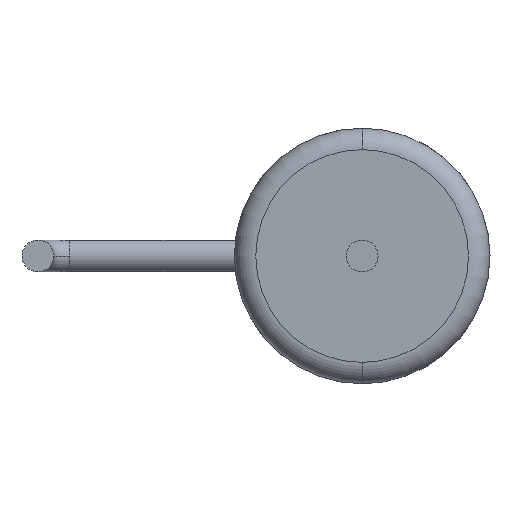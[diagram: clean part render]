
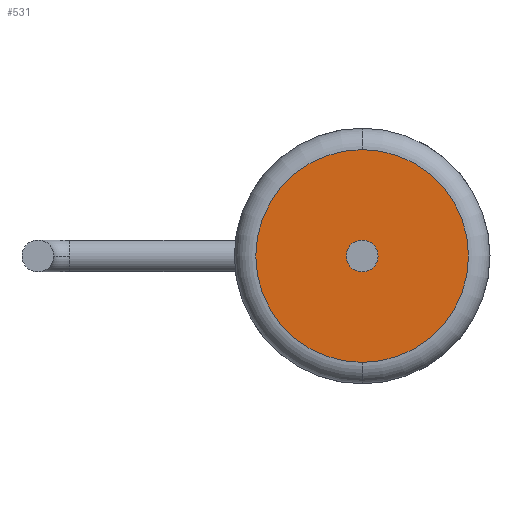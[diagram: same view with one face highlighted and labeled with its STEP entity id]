
A CAD part, front view. The second image highlights one B-rep face of the part: STEP entity #531.
In plain terms, the highlighted planar face has unit normal (0, -1, 0).
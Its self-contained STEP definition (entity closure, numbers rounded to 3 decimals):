
#1 = CARTESIAN_POINT ( 'NONE',  ( 0., 0.5, 2.5 ) ) ;
#64 = AXIS2_PLACEMENT_3D ( 'NONE', #290, #1108, #297 ) ;
#66 = CARTESIAN_POINT ( 'NONE',  ( 0., 0.5, -0.375 ) ) ;
#129 = ORIENTED_EDGE ( 'NONE', *, *, #365, .T. ) ;
#219 = CARTESIAN_POINT ( 'NONE',  ( 0., 0.5, 0.375 ) ) ;
#255 = ORIENTED_EDGE ( 'NONE', *, *, #809, .F. ) ;
#279 = VERTEX_POINT ( 'NONE', #1 ) ;
#283 = DIRECTION ( 'NONE',  ( 0., -1., 0. ) ) ;
#290 = CARTESIAN_POINT ( 'NONE',  ( 0., 0.5, 0. ) ) ;
#292 = EDGE_CURVE ( 'NONE', #592, #279, #704, .T. ) ;
#297 = DIRECTION ( 'NONE',  ( 0., 0., -1. ) ) ;
#298 = EDGE_CURVE ( 'NONE', #1131, #338, #902, .T. ) ;
#303 = AXIS2_PLACEMENT_3D ( 'NONE', #308, #667, #1032 ) ;
#308 = CARTESIAN_POINT ( 'NONE',  ( 2.5, 0.5, 0. ) ) ;
#338 = VERTEX_POINT ( 'NONE', #219 ) ;
#353 = AXIS2_PLACEMENT_3D ( 'NONE', #821, #283, #1006 ) ;
#365 = EDGE_CURVE ( 'NONE', #279, #592, #1014, .T. ) ;
#385 = DIRECTION ( 'NONE',  ( 0., -1., 0. ) ) ;
#420 = CARTESIAN_POINT ( 'NONE',  ( 0., 0.5, -2.5 ) ) ;
#436 = AXIS2_PLACEMENT_3D ( 'NONE', #1118, #385, #1012 ) ;
#462 = CARTESIAN_POINT ( 'NONE',  ( 0., 0.5, 0. ) ) ;
#473 = DIRECTION ( 'NONE',  ( 0., -1., 0. ) ) ;
#531 = ADVANCED_FACE ( 'NONE', ( #839, #661 ), #843, .T. ) ;
#592 = VERTEX_POINT ( 'NONE', #420 ) ;
#661 = FACE_OUTER_BOUND ( 'NONE', #912, .T. ) ;
#667 = DIRECTION ( 'NONE',  ( 0., -1., 0. ) ) ;
#704 = CIRCLE ( 'NONE', #841, 2.5 ) ;
#725 = EDGE_LOOP ( 'NONE', ( #993, #255 ) ) ;
#809 = EDGE_CURVE ( 'NONE', #338, #1131, #1086, .T. ) ;
#821 = CARTESIAN_POINT ( 'NONE',  ( 0., 0.5, 0. ) ) ;
#839 = FACE_BOUND ( 'NONE', #725, .T. ) ;
#841 = AXIS2_PLACEMENT_3D ( 'NONE', #462, #473, #916 ) ;
#843 = PLANE ( 'NONE',  #303 ) ;
#902 = CIRCLE ( 'NONE', #64, 0.375 ) ;
#912 = EDGE_LOOP ( 'NONE', ( #1024, #129 ) ) ;
#916 = DIRECTION ( 'NONE',  ( 0., 0., -1. ) ) ;
#993 = ORIENTED_EDGE ( 'NONE', *, *, #298, .F. ) ;
#1006 = DIRECTION ( 'NONE',  ( 0., 0., -1. ) ) ;
#1012 = DIRECTION ( 'NONE',  ( 0., 0., -1. ) ) ;
#1014 = CIRCLE ( 'NONE', #436, 2.5 ) ;
#1024 = ORIENTED_EDGE ( 'NONE', *, *, #292, .T. ) ;
#1032 = DIRECTION ( 'NONE',  ( 0., 0., -1. ) ) ;
#1086 = CIRCLE ( 'NONE', #353, 0.375 ) ;
#1108 = DIRECTION ( 'NONE',  ( 0., -1., 0. ) ) ;
#1118 = CARTESIAN_POINT ( 'NONE',  ( 0., 0.5, 0. ) ) ;
#1131 = VERTEX_POINT ( 'NONE', #66 ) ;
